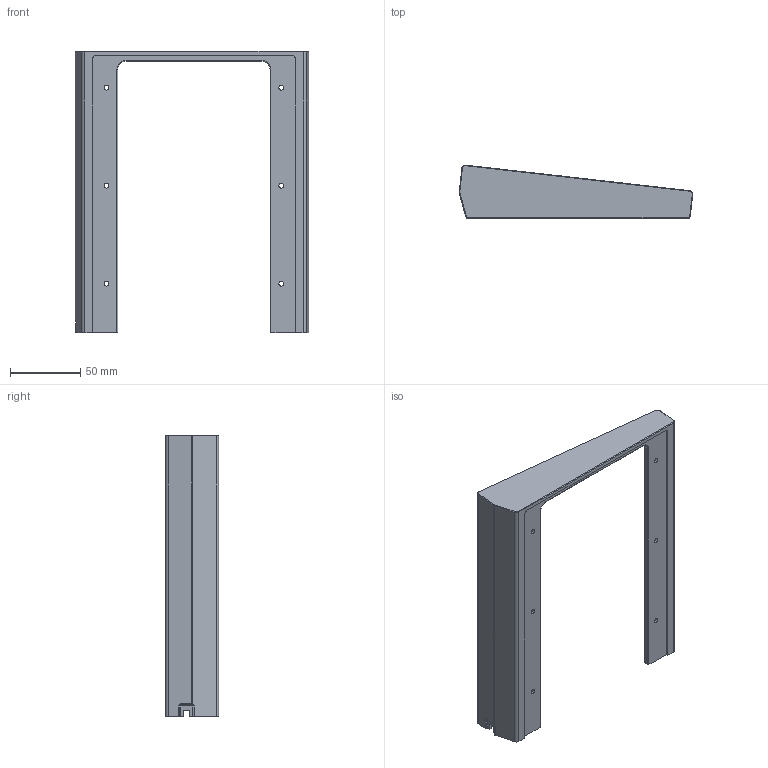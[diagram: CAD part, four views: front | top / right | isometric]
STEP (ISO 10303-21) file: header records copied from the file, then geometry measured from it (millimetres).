
FILE_DESCRIPTION(/* description */ ('Alibre Inc.'),/* implementation_level */ '2;1');
FILE_NAME(/* name */ 'export-220B6BB8-EB7B-4501-BEC3-8CDE83ACEA8F',/* time_stamp */ '2026-01-18T02:12:46-05:00',/* author */ (''),/* organization */ (''),/* preprocessor_version */ 'ST-DEVELOPER v17',/* originating_system */ 'Alibre',/* authorisation */ '');
FILE_SCHEMA (('AUTOMOTIVE_DESIGN'));
Length unit declared in the file: millimetre
Bounding box: 166.85 x 38.08 x 201 mm (x, y, z)
Volume: 122363.7 mm3; surface area: 62113.5 mm2
Topology: 1 solids, 1 shells, 194 faces, 530 edges, 334 vertices
Faces by surface type: plane 101, cylinder 63, torus 13, cone 11, sphere 4, bspline 2
Full cylindrical faces by diameter (mm): 3.4 x12, 6.2 x6
Entity records: 5909 total; most frequent: CARTESIAN_POINT 1246, ORIENTED_EDGE 980, DIRECTION 867, EDGE_CURVE 490, AXIS2_PLACEMENT_3D 331, VERTEX_POINT 322, VECTOR 313, LINE 313
